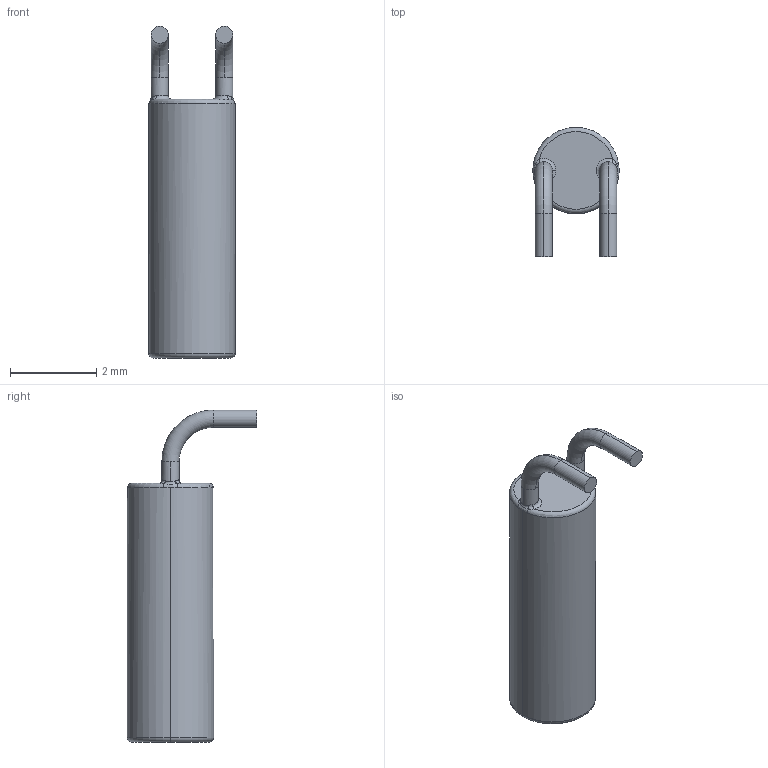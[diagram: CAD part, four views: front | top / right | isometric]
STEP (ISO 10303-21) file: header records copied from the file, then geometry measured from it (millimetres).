
FILE_DESCRIPTION (( 'STEP AP214' ), '1' );
FILE_NAME ('XTAL D2X6.STEP', '2013-03-31T10:18:21', ( '' ), ( '' ), 'SwSTEP 2.0', 'SolidWorks 2012', '' );
FILE_SCHEMA (( 'AUTOMOTIVE_DESIGN' ));
Length unit declared in the file: millimetre
Products named in the file (1): XTAL D2X6
Bounding box: 2 x 3 x 7.7 mm (x, y, z)
Volume: 19.6 mm3; surface area: 51.1 mm2
Topology: 1 solids, 1 shells, 33 faces, 78 edges, 47 vertices
Faces by surface type: torus 11, cylinder 10, bspline 8, plane 4
Entity records: 1164 total; most frequent: CARTESIAN_POINT 395, DIRECTION 162, ORIENTED_EDGE 156, EDGE_CURVE 78, AXIS2_PLACEMENT_3D 76, CIRCLE 50, VERTEX_POINT 47, EDGE_LOOP 33
